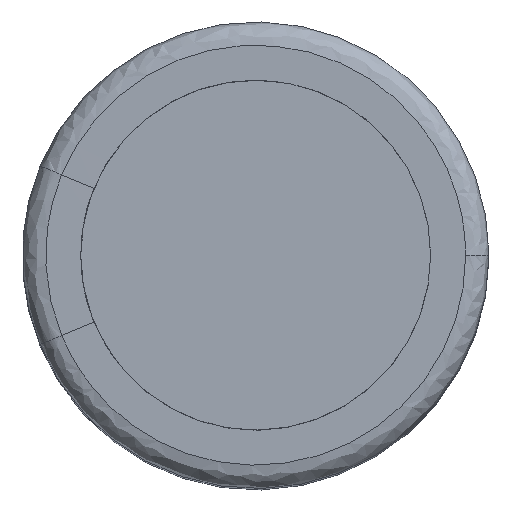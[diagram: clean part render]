
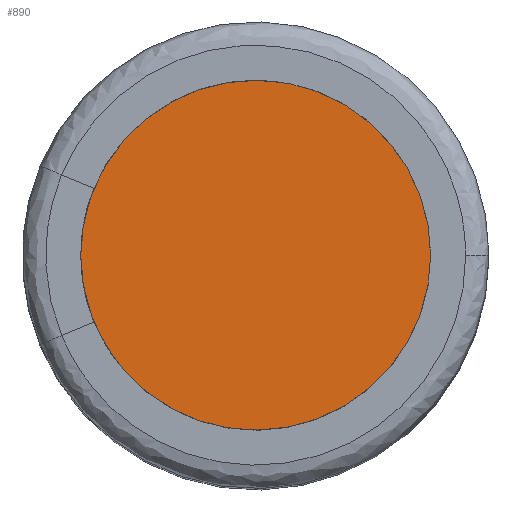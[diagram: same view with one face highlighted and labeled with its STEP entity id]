
A CAD part, top view. The second image highlights one B-rep face of the part: STEP entity #890.
In plain terms, the highlighted planar face has unit normal (0, 0, 1).
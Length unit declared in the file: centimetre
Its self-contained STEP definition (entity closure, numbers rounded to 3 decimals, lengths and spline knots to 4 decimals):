
#75 = PLANE ( 'NONE',  #1945 ) ;
#235 = CIRCLE ( 'NONE', #1216, 0.375 ) ;
#240 = DIRECTION ( 'NONE',  ( 1., 0., 0. ) ) ;
#259 = DIRECTION ( 'NONE',  ( 0., 0., 1. ) ) ;
#265 = DIRECTION ( 'NONE',  ( 1., 0., 0. ) ) ;
#330 = CARTESIAN_POINT ( 'NONE',  ( 0.375, 0., 1.99 ) ) ;
#400 = FACE_OUTER_BOUND ( 'NONE', #1738, .T. ) ;
#499 = VERTEX_POINT ( 'NONE', #330 ) ;
#727 = CARTESIAN_POINT ( 'NONE',  ( 0., 0., 1.99 ) ) ;
#890 = ADVANCED_FACE ( 'NONE', ( #400 ), #75, .T. ) ;
#1113 = VERTEX_POINT ( 'NONE', #1527 ) ;
#1216 = AXIS2_PLACEMENT_3D ( 'NONE', #727, #259, #1726 ) ;
#1338 = ORIENTED_EDGE ( 'NONE', *, *, #1450, .T. ) ;
#1372 = CARTESIAN_POINT ( 'NONE',  ( 0., 0., 1.99 ) ) ;
#1450 = EDGE_CURVE ( 'NONE', #499, #1113, #235, .T. ) ;
#1453 = ORIENTED_EDGE ( 'NONE', *, *, #2067, .T. ) ;
#1487 = CARTESIAN_POINT ( 'NONE',  ( 0., 0., 1.99 ) ) ;
#1527 = CARTESIAN_POINT ( 'NONE',  ( -0.375, 0., 1.99 ) ) ;
#1641 = DIRECTION ( 'NONE',  ( 0., 0., 1. ) ) ;
#1726 = DIRECTION ( 'NONE',  ( 1., 0., 0. ) ) ;
#1738 = EDGE_LOOP ( 'NONE', ( #1338, #1453 ) ) ;
#1945 = AXIS2_PLACEMENT_3D ( 'NONE', #1372, #2059, #265 ) ;
#2029 = CIRCLE ( 'NONE', #2098, 0.375 ) ;
#2059 = DIRECTION ( 'NONE',  ( 0., 0., 1. ) ) ;
#2067 = EDGE_CURVE ( 'NONE', #1113, #499, #2029, .T. ) ;
#2098 = AXIS2_PLACEMENT_3D ( 'NONE', #1487, #1641, #240 ) ;
